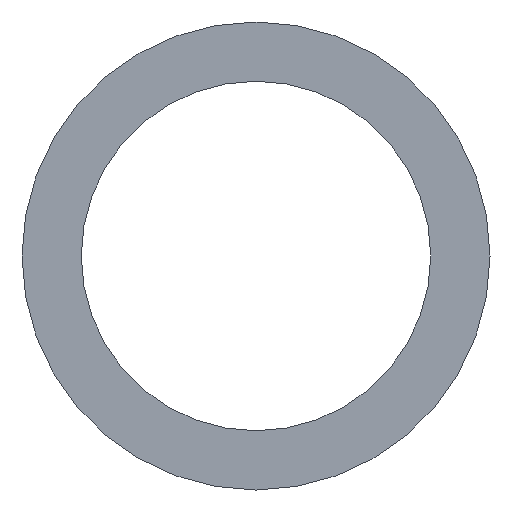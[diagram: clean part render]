
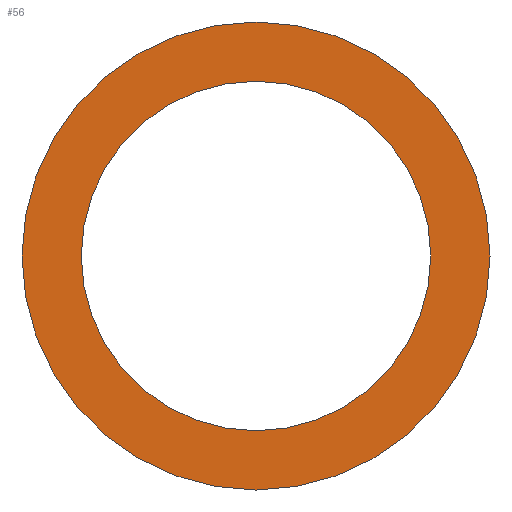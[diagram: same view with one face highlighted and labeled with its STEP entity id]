
A CAD part, front view. The second image highlights one B-rep face of the part: STEP entity #56.
In plain terms, the highlighted planar face has unit normal (0, -1, 0).
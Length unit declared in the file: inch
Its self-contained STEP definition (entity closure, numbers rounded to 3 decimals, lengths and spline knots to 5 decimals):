
#18=FACE_BOUND('',#27,.T.);
#22=FACE_OUTER_BOUND('',#26,.T.);
#26=EDGE_LOOP('',(#46));
#27=EDGE_LOOP('',(#47));
#34=CIRCLE('',#69,0.375);
#35=CIRCLE('',#70,0.28);
#38=VERTEX_POINT('',#96);
#39=VERTEX_POINT('',#98);
#42=EDGE_CURVE('',#38,#38,#34,.T.);
#43=EDGE_CURVE('',#39,#39,#35,.T.);
#46=ORIENTED_EDGE('',*,*,#42,.F.);
#47=ORIENTED_EDGE('',*,*,#43,.F.);
#54=PLANE('',#68);
#56=ADVANCED_FACE('',(#22,#18),#54,.F.);
#68=AXIS2_PLACEMENT_3D('',#95,#78,#79);
#69=AXIS2_PLACEMENT_3D('',#97,#80,#81);
#70=AXIS2_PLACEMENT_3D('',#99,#82,#83);
#78=DIRECTION('center_axis',(0.,1.,0.));
#79=DIRECTION('ref_axis',(1.,0.,0.));
#80=DIRECTION('center_axis',(0.,1.,0.));
#81=DIRECTION('ref_axis',(1.,0.,0.));
#82=DIRECTION('center_axis',(0.,-1.,0.));
#83=DIRECTION('ref_axis',(1.,0.,0.));
#95=CARTESIAN_POINT('Origin',(0.,0.,0.));
#96=CARTESIAN_POINT('',(0.375,0.,0.));
#97=CARTESIAN_POINT('Origin',(0.,0.,0.));
#98=CARTESIAN_POINT('',(0.28,0.,0.));
#99=CARTESIAN_POINT('Origin',(0.,0.,0.));
